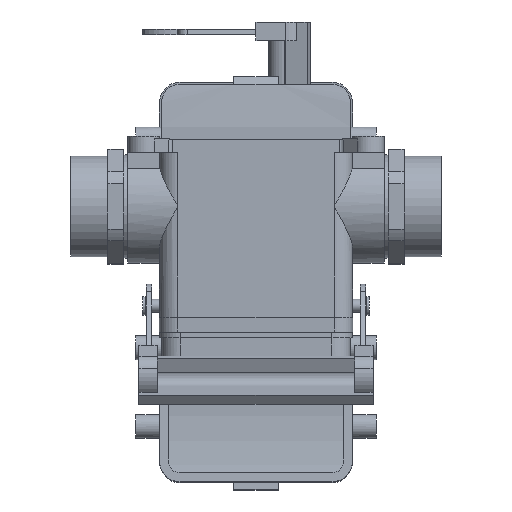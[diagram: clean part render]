
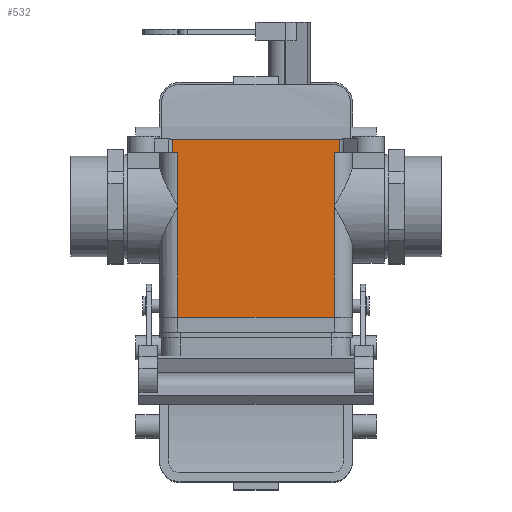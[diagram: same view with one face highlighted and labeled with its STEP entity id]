
A CAD part, top view. The second image highlights one B-rep face of the part: STEP entity #532.
In plain terms, the highlighted planar face has unit normal (0, 0, 1).
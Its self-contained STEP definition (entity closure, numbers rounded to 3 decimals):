
#532 = ADVANCED_FACE( '', ( #1259 ), #1260, .F. );
#1259 = FACE_OUTER_BOUND( '', #2229, .T. );
#1260 = PLANE( '', #2230 );
#2229 = EDGE_LOOP( '', ( #3706, #3707, #3708, #3709, #3710, #3711, #3712, #3713, #3714, #3715 ) );
#2230 = AXIS2_PLACEMENT_3D( '', #3716, #3717, #3718 );
#3706 = ORIENTED_EDGE( '', *, *, #5945, .F. );
#3707 = ORIENTED_EDGE( '', *, *, #5973, .F. );
#3708 = ORIENTED_EDGE( '', *, *, #5974, .F. );
#3709 = ORIENTED_EDGE( '', *, *, #5975, .T. );
#3710 = ORIENTED_EDGE( '', *, *, #5924, .T. );
#3711 = ORIENTED_EDGE( '', *, *, #5526, .T. );
#3712 = ORIENTED_EDGE( '', *, *, #5976, .F. );
#3713 = ORIENTED_EDGE( '', *, *, #5977, .T. );
#3714 = ORIENTED_EDGE( '', *, *, #5978, .T. );
#3715 = ORIENTED_EDGE( '', *, *, #5737, .F. );
#3716 = CARTESIAN_POINT( '', ( 32.515, -5., 21.5 ) );
#3717 = DIRECTION( '', ( 0., 0., -1. ) );
#3718 = DIRECTION( '', ( -1., 0., 0. ) );
#5526 = EDGE_CURVE( '', #6562, #6559, #6563, .F. );
#5737 = EDGE_CURVE( '', #6939, #6941, #6942, .T. );
#5924 = EDGE_CURVE( '', #7242, #6562, #7243, .T. );
#5945 = EDGE_CURVE( '', #6716, #6939, #7271, .T. );
#5973 = EDGE_CURVE( '', #7310, #6716, #7311, .T. );
#5974 = EDGE_CURVE( '', #7312, #7310, #7313, .T. );
#5975 = EDGE_CURVE( '', #7312, #7242, #7314, .T. );
#5976 = EDGE_CURVE( '', #7315, #6559, #7316, .T. );
#5977 = EDGE_CURVE( '', #7315, #7317, #7318, .T. );
#5978 = EDGE_CURVE( '', #7317, #6941, #7319, .T. );
#6559 = VERTEX_POINT( '', #8087 );
#6562 = VERTEX_POINT( '', #8090 );
#6563 = LINE( '', #8091, #8092 );
#6716 = VERTEX_POINT( '', #8313 );
#6939 = VERTEX_POINT( '', #8748 );
#6941 = VERTEX_POINT( '', #8750 );
#6942 = LINE( '', #8751, #8752 );
#7242 = VERTEX_POINT( '', #9246 );
#7243 = LINE( '', #9247, #9248 );
#7271 = LINE( '', #9284, #9285 );
#7310 = VERTEX_POINT( '', #9336 );
#7311 = LINE( '', #9337, #9338 );
#7312 = VERTEX_POINT( '', #9339 );
#7313 = LINE( '', #9340, #9341 );
#7314 = LINE( '', #9342, #9343 );
#7315 = VERTEX_POINT( '', #9344 );
#7316 = LINE( '', #9345, #9346 );
#7317 = VERTEX_POINT( '', #9347 );
#7318 = LINE( '', #9348, #9349 );
#7319 = LINE( '', #9350, #9351 );
#8087 = CARTESIAN_POINT( '', ( -31.686, -5., 21.5 ) );
#8090 = CARTESIAN_POINT( '', ( -31.686, 0., 21.5 ) );
#8091 = CARTESIAN_POINT( '', ( -31.686, -5., 21.5 ) );
#8092 = VECTOR( '', #10574, 1000. );
#8313 = CARTESIAN_POINT( '', ( 29.5, -25.5, 21.5 ) );
#8748 = CARTESIAN_POINT( '', ( 29.5, -67.4, 21.5 ) );
#8750 = CARTESIAN_POINT( '', ( -29.5, -67.4, 21.5 ) );
#8751 = CARTESIAN_POINT( '', ( -29.5, -67.4, 21.5 ) );
#8752 = VECTOR( '', #10848, 1000. );
#9246 = CARTESIAN_POINT( '', ( 31.686, 0., 21.5 ) );
#9247 = CARTESIAN_POINT( '', ( 32.515, 0., 21.5 ) );
#9248 = VECTOR( '', #11071, 1000. );
#9284 = CARTESIAN_POINT( '', ( 29.5, 64.704, 21.5 ) );
#9285 = VECTOR( '', #11101, 1000. );
#9336 = CARTESIAN_POINT( '', ( 29.5, -5., 21.5 ) );
#9337 = CARTESIAN_POINT( '', ( 29.5, 64.704, 21.5 ) );
#9338 = VECTOR( '', #11132, 1000. );
#9339 = CARTESIAN_POINT( '', ( 31.686, -5., 21.5 ) );
#9340 = CARTESIAN_POINT( '', ( 32.515, -5., 21.5 ) );
#9341 = VECTOR( '', #11133, 1000. );
#9342 = CARTESIAN_POINT( '', ( 31.686, 0., 21.5 ) );
#9343 = VECTOR( '', #11134, 1000. );
#9344 = CARTESIAN_POINT( '', ( -29.5, -5., 21.5 ) );
#9345 = CARTESIAN_POINT( '', ( 32.515, -5., 21.5 ) );
#9346 = VECTOR( '', #11135, 1000. );
#9347 = CARTESIAN_POINT( '', ( -29.5, -25.5, 21.5 ) );
#9348 = CARTESIAN_POINT( '', ( -29.5, 64.704, 21.5 ) );
#9349 = VECTOR( '', #11136, 1000. );
#9350 = CARTESIAN_POINT( '', ( -29.5, 64.704, 21.5 ) );
#9351 = VECTOR( '', #11137, 1000. );
#10574 = DIRECTION( '', ( 0., 1., 0. ) );
#10848 = DIRECTION( '', ( -1., 0., 0. ) );
#11071 = DIRECTION( '', ( -1., 0., 0. ) );
#11101 = DIRECTION( '', ( 0., -1., 0. ) );
#11132 = DIRECTION( '', ( 0., -1., 0. ) );
#11133 = DIRECTION( '', ( -1., 0., 0. ) );
#11134 = DIRECTION( '', ( 0., 1., 0. ) );
#11135 = DIRECTION( '', ( -1., 0., 0. ) );
#11136 = DIRECTION( '', ( 0., -1., 0. ) );
#11137 = DIRECTION( '', ( 0., -1., 0. ) );
